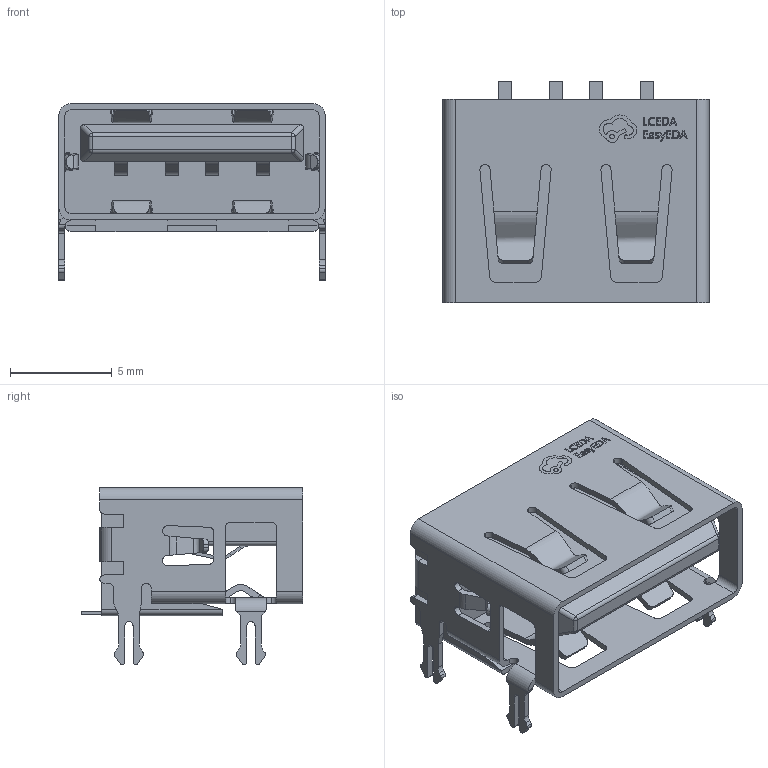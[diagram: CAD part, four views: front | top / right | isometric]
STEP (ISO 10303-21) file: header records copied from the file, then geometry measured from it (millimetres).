
FILE_DESCRIPTION (( 'STEP AP214' ), '1' );
FILE_NAME ('USB-A-SMD_4P-L13.1-W10.0-H6.9.step', '2022-07-15T08:02:50', ( '' ), ( '' ), 'SwSTEP 2.0', 'SolidWorks 2020', '' );
FILE_SCHEMA (( 'AUTOMOTIVE_DESIGN' ));
Length unit declared in the file: millimetre
Products named in the file (1): USB-A-SMD_4P-L13.1-W10.0-H6.9
Bounding box: 13.1 x 10.9 x 8.7 mm (x, y, z)
Volume: 402.1 mm3; surface area: 1227.7 mm2
Topology: 2 solids, 2 shells, 862 faces, 2344 edges, 1508 vertices
Faces by surface type: plane 524, cylinder 210, bspline 124, sphere 4
Entity records: 38385 total; most frequent: CARTESIAN_POINT 7799, ORIENTED_EDGE 4680, DIRECTION 3894, EDGE_CURVE 2340, VECTOR 1656, LINE 1656, VERTEX_POINT 1508, AXIS2_PLACEMENT_3D 1119
